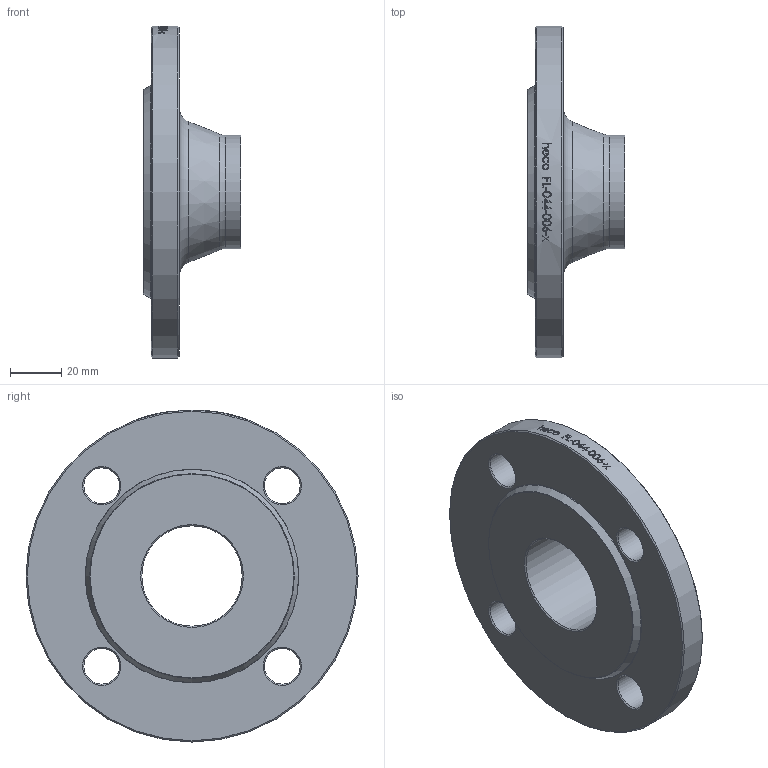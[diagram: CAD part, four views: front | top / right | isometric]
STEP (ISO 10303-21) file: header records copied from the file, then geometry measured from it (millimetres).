
FILE_DESCRIPTION (( 'STEP AP214' ), '1' );
FILE_NAME ('FL-044-006-x Vorschweissflansch PN6 Din DIN2631 2008.STEP', '2020-08-24T10:10:40', ( '' ), ( '' ), 'SwSTEP 2.0', 'SolidWorks 2019', '' );
FILE_SCHEMA (( 'AUTOMOTIVE_DESIGN' ));
Length unit declared in the file: millimetre
Products named in the file (1): FL-044-006-x Vorschweissflansch PN6 Din DIN2631 2008
Bounding box: 38 x 130 x 130 mm (x, y, z)
Volume: 155567.2 mm3; surface area: 36732.4 mm2
Topology: 1 solids, 1 shells, 52 faces, 219 edges, 194 vertices
Faces by surface type: cylinder 31, cone 13, plane 4, torus 4
Full cylindrical faces by diameter (mm): 14 x4, 39.3 x1, 44.5 x1, 130 x1
Entity records: 4459 total; most frequent: CARTESIAN_POINT 2574, ORIENTED_EDGE 370, DIRECTION 269, VERTEX_POINT 185, EDGE_CURVE 185, AXIS2_PLACEMENT_3D 120, EDGE_LOOP 112, B_SPLINE_CURVE_WITH_KNOTS 89
